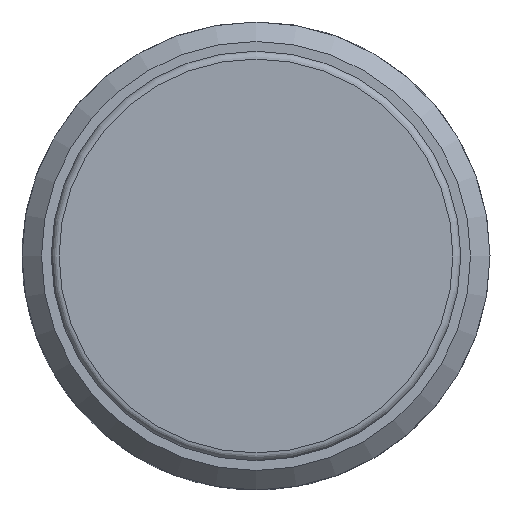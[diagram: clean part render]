
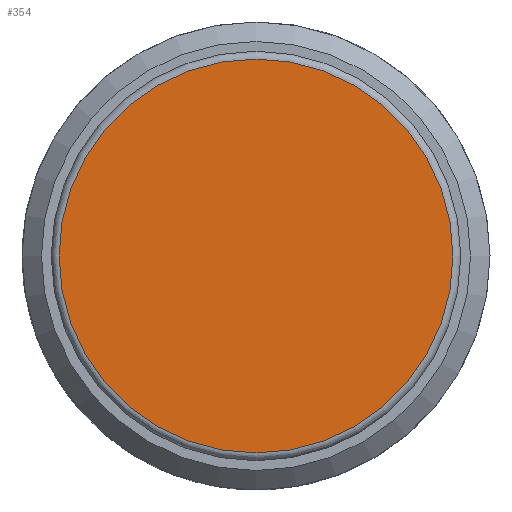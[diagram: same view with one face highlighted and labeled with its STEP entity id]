
A CAD part, left-side view. The second image highlights one B-rep face of the part: STEP entity #354.
In plain terms, the highlighted planar face has unit normal (-1, 0, 0).
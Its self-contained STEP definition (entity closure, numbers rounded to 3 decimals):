
#35=PLANE('',#380);
#45=ORIENTED_EDGE('',*,*,#89,.T.);
#89=EDGE_CURVE('',#111,#111,#130,.F.);
#111=VERTEX_POINT('',#498);
#130=CIRCLE('',#381,5.05);
#147=EDGE_LOOP('',(#45));
#180=FACE_BOUND('',#147,.T.);
#354=ADVANCED_FACE('',(#180),#35,.F.);
#380=AXIS2_PLACEMENT_3D('',#496,#421,#422);
#381=AXIS2_PLACEMENT_3D('',#497,#423,#424);
#421=DIRECTION('',(1.,0.,0.));
#422=DIRECTION('',(0.,0.,-1.));
#423=DIRECTION('',(1.,0.,0.));
#424=DIRECTION('',(0.,0.,-1.));
#496=CARTESIAN_POINT('',(-0.5,0.,0.));
#497=CARTESIAN_POINT('',(-0.5,0.,0.));
#498=CARTESIAN_POINT('',(-0.5,0.,-5.05));
